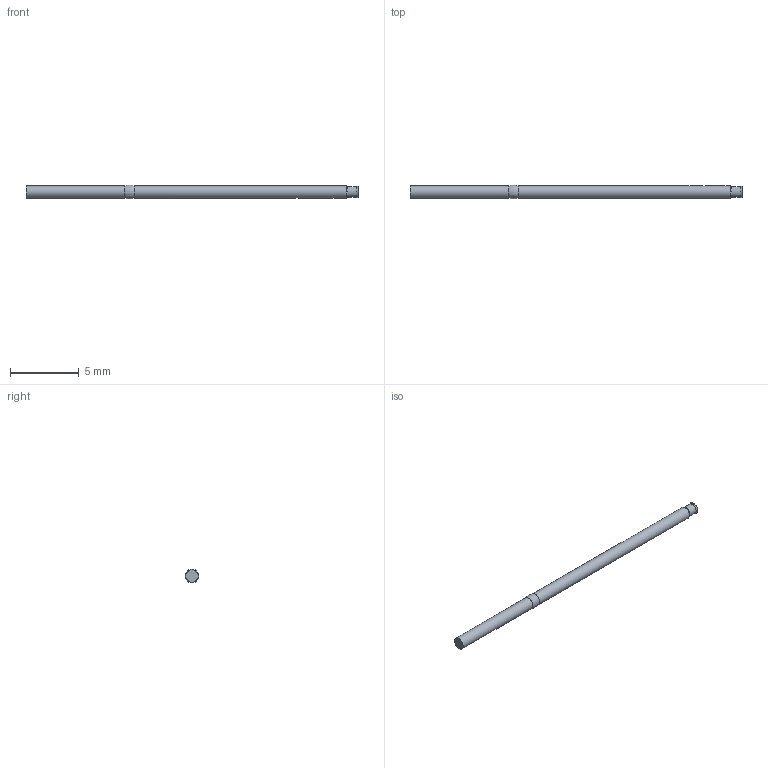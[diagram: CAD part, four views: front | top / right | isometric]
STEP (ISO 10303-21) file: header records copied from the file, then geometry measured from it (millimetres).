
FILE_DESCRIPTION (( 'STEP AP214' ), '1' );
FILE_NAME ('050-SBB160N.STEP', '2023-09-12T12:26:53', ( '' ), ( '' ), 'SwSTEP 2.0', 'SolidWorks 2020', '' );
FILE_SCHEMA (( 'AUTOMOTIVE_DESIGN' ));
Length unit declared in the file: inch
Products named in the file (1): 050-SBB160N
Bounding box: 24.18 x 0.98 x 0.99 mm (x, y, z)
Volume: 15.4 mm3; surface area: 69.6 mm2
Topology: 1 solids, 1 shells, 10 faces, 15 edges, 9 vertices
Faces by surface type: cylinder 3, sphere 2, cone 2, plane 2, torus 1
Full cylindrical faces by diameter (mm): 0.762 x1, 0.902 x2
Entity records: 274 total; most frequent: CARTESIAN_POINT 75, DIRECTION 36, EDGE_LOOP 18, ORIENTED_EDGE 18, AXIS2_PLACEMENT_3D 18, FACE_OUTER_BOUND 14, ADVANCED_FACE 10, VERTEX_POINT 9
